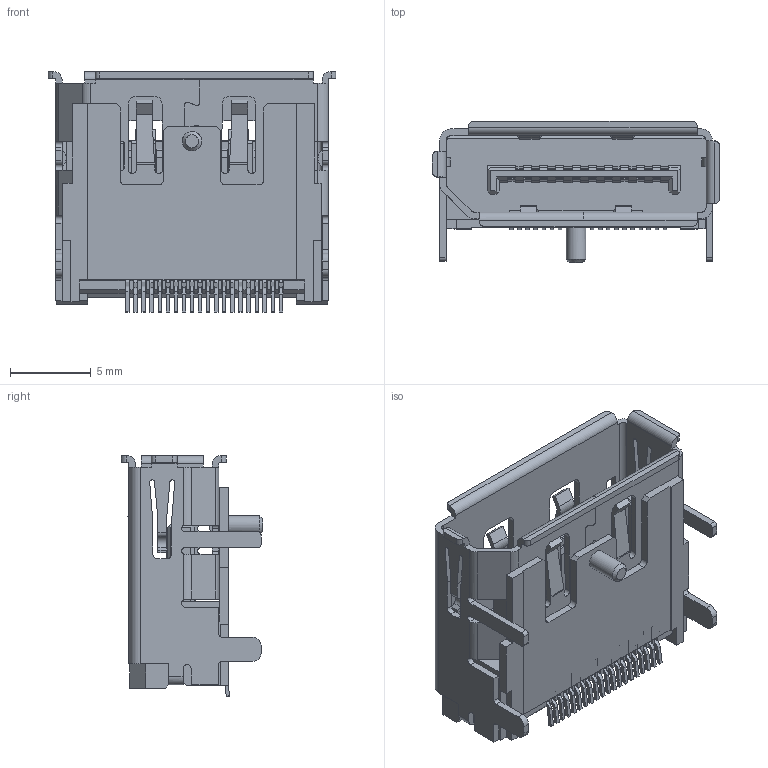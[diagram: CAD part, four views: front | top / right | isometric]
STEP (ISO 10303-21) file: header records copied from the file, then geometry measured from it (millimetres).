
FILE_DESCRIPTION( ( 'STEP AP214' ), '1' );
FILE_NAME( 'psolqas1302039215.stp', '2020-02-12T12:02:04', ( '' ), ( '' ), ' ', 'PARTsolutions', ' ' );
FILE_SCHEMA( ( 'AUTOMOTIVE_DESIGN { 1 0 10303 214 1 1 1 1 }' ) );
Length unit declared in the file: metre
Products named in the file (1): 1
Bounding box: 17.79 x 8.75 x 14.89 mm (x, y, z)
Volume: 647.5 mm3; surface area: 1895.2 mm2
Topology: 1 solids, 1 shells, 1134 faces, 3313 edges, 2191 vertices
Faces by surface type: plane 885, cylinder 248, cone 1
Full cylindrical faces by diameter (mm): 1.2 x1
Entity records: 37272 total; most frequent: CARTESIAN_POINT 6707, ORIENTED_EDGE 6622, DIRECTION 6067, EDGE_CURVE 3311, LINE 2789, VECTOR 2789, VERTEX_POINT 2191, AXIS2_PLACEMENT_3D 1639
